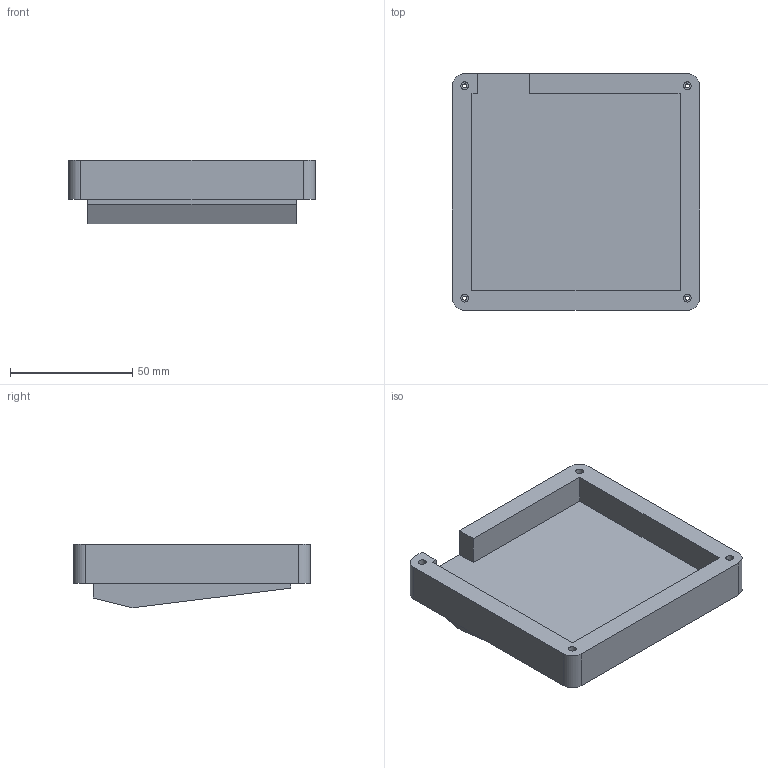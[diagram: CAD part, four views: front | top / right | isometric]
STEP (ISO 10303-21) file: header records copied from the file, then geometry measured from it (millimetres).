
FILE_DESCRIPTION(/* description */ ('STEP AP242','CAx-IF Rec.Pracs.---Representation and Presentation of Product Manufacturing Information (PMI)---4.0---2014-10-13','CAx-IF Rec.Pracs.---3D Tessellated Geometry---0.4---2014-09-14','2;1'),/* implementation_level */ '2;1');
FILE_NAME(/* name */ '6449999bb268fc4f062d521c',/* time_stamp */ '2023-04-26T21:37:31+00:00',/* author */ (''),/* organization */ (''),/* preprocessor_version */ 'ST-DEVELOPER v18.102',/* originating_system */ ' ',/* authorisation */ ' ');
FILE_SCHEMA (('AP242_MANAGED_MODEL_BASED_3D_ENGINEERING_MIM_LF { 1 0 10303 442 1 1 4 }'));
Length unit declared in the file: metre
Products named in the file (1): Bottom Case
Bounding box: 101.1 x 96.9 x 25.98 mm (x, y, z)
Volume: 115170.7 mm3; surface area: 31784.1 mm2
Topology: 1 solids, 1 shells, 44 faces, 99 edges, 66 vertices
Faces by surface type: plane 28, cylinder 16
Full cylindrical faces by diameter (mm): 1.575 x4, 3.15 x4, 4 x4
Entity records: 1213 total; most frequent: DIRECTION 209, CARTESIAN_POINT 198, ORIENTED_EDGE 174, EDGE_CURVE 87, AXIS2_PLACEMENT_3D 77, EDGE_LOOP 73, FACE_BOUND 73, VERTEX_POINT 66
